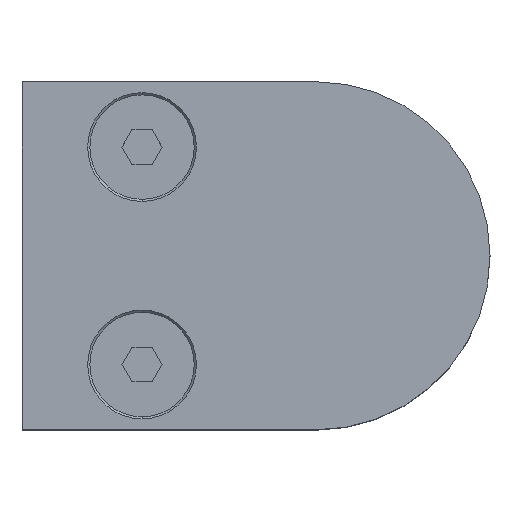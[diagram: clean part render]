
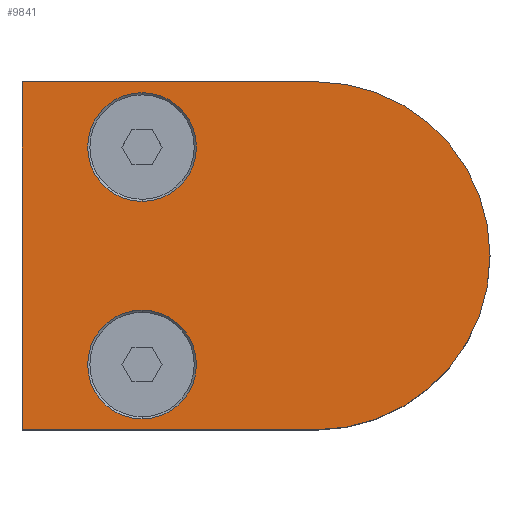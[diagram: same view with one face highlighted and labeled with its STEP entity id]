
A CAD part, top view. The second image highlights one B-rep face of the part: STEP entity #9841.
In plain terms, the highlighted planar face has unit normal (0, 0, 1).
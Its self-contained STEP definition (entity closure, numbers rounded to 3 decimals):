
#60 = EDGE_CURVE ( 'NONE', #403, #24603, #17763, .T. ) ;
#290 = DIRECTION ( 'NONE',  ( 0., -1., 0. ) ) ;
#403 = VERTEX_POINT ( 'NONE', #21874 ) ;
#608 = ORIENTED_EDGE ( 'NONE', *, *, #7078, .F. ) ;
#761 = CARTESIAN_POINT ( 'NONE',  ( 34.15, -6.25, 13. ) ) ;
#791 = ORIENTED_EDGE ( 'NONE', *, *, #24232, .T. ) ;
#817 = LINE ( 'NONE', #6744, #26069 ) ;
#1135 = DIRECTION ( 'NONE',  ( 0., 0., -1. ) ) ;
#1172 = DIRECTION ( 'NONE',  ( 0., 0., -1. ) ) ;
#1317 = VERTEX_POINT ( 'NONE', #18275 ) ;
#1671 = VERTEX_POINT ( 'NONE', #2523 ) ;
#1729 = AXIS2_PLACEMENT_3D ( 'NONE', #17395, #21247, #11571 ) ;
#1798 = CARTESIAN_POINT ( 'NONE',  ( 20.352, -20., 13. ) ) ;
#1891 = ORIENTED_EDGE ( 'NONE', *, *, #24089, .F. ) ;
#2474 = EDGE_LOOP ( 'NONE', ( #21292, #1891 ) ) ;
#2523 = CARTESIAN_POINT ( 'NONE',  ( 74.15, 0., 13. ) ) ;
#2529 = CARTESIAN_POINT ( 'NONE',  ( 54.15, -20., 13. ) ) ;
#2569 = VERTEX_POINT ( 'NONE', #2529 ) ;
#3046 = AXIS2_PLACEMENT_3D ( 'NONE', #17736, #16004, #9903 ) ;
#3701 = AXIS2_PLACEMENT_3D ( 'NONE', #4570, #10630, #4049 ) ;
#4049 = DIRECTION ( 'NONE',  ( -1., 0., 0. ) ) ;
#4201 = AXIS2_PLACEMENT_3D ( 'NONE', #18885, #1172, #6716 ) ;
#4215 = CARTESIAN_POINT ( 'NONE',  ( 34.15, 18.75, 13. ) ) ;
#4570 = CARTESIAN_POINT ( 'NONE',  ( 54.15, 0., 13. ) ) ;
#5030 = AXIS2_PLACEMENT_3D ( 'NONE', #14229, #18753, #6584 ) ;
#5219 = VECTOR ( 'NONE', #16602, 1000. ) ;
#5262 = PLANE ( 'NONE',  #25356 ) ;
#5396 = FACE_BOUND ( 'NONE', #2474, .T. ) ;
#6584 = DIRECTION ( 'NONE',  ( 0., -1., 0. ) ) ;
#6716 = DIRECTION ( 'NONE',  ( 0., 1., 0. ) ) ;
#6744 = CARTESIAN_POINT ( 'NONE',  ( 20.352, 20., 13. ) ) ;
#7078 = EDGE_CURVE ( 'NONE', #9019, #15073, #20715, .T. ) ;
#7443 = AXIS2_PLACEMENT_3D ( 'NONE', #15386, #1135, #19239 ) ;
#8388 = CIRCLE ( 'NONE', #4201, 6.25 ) ;
#8615 = CARTESIAN_POINT ( 'NONE',  ( 20.352, 20., 13. ) ) ;
#8763 = ORIENTED_EDGE ( 'NONE', *, *, #20716, .T. ) ;
#9019 = VERTEX_POINT ( 'NONE', #8615 ) ;
#9841 = ADVANCED_FACE ( 'NONE', ( #5396, #19546, #13563 ), #5262, .F. ) ;
#9903 = DIRECTION ( 'NONE',  ( -1., 0., 0. ) ) ;
#10093 = VERTEX_POINT ( 'NONE', #1798 ) ;
#10630 = DIRECTION ( 'NONE',  ( 0., 0., -1. ) ) ;
#11325 = CARTESIAN_POINT ( 'NONE',  ( 20.352, 20., 13. ) ) ;
#11571 = DIRECTION ( 'NONE',  ( 0., -1., 0. ) ) ;
#11632 = EDGE_LOOP ( 'NONE', ( #20612, #21457, #16052, #608, #8763 ) ) ;
#11977 = EDGE_CURVE ( 'NONE', #15073, #1671, #21202, .T. ) ;
#12364 = EDGE_LOOP ( 'NONE', ( #20957, #791 ) ) ;
#13563 = FACE_OUTER_BOUND ( 'NONE', #11632, .T. ) ;
#14229 = CARTESIAN_POINT ( 'NONE',  ( 34.15, -12.5, 13. ) ) ;
#15073 = VERTEX_POINT ( 'NONE', #20726 ) ;
#15386 = CARTESIAN_POINT ( 'NONE',  ( 34.15, 12.5, 13. ) ) ;
#15415 = VECTOR ( 'NONE', #25261, 1000. ) ;
#16004 = DIRECTION ( 'NONE',  ( 0., 0., -1. ) ) ;
#16007 = CIRCLE ( 'NONE', #5030, 6.25 ) ;
#16052 = ORIENTED_EDGE ( 'NONE', *, *, #11977, .F. ) ;
#16442 = EDGE_CURVE ( 'NONE', #22264, #1317, #23068, .T. ) ;
#16602 = DIRECTION ( 'NONE',  ( 1., 0., 0. ) ) ;
#16647 = LINE ( 'NONE', #25129, #15415 ) ;
#16780 = CIRCLE ( 'NONE', #3701, 20. ) ;
#17395 = CARTESIAN_POINT ( 'NONE',  ( 34.15, -12.5, 13. ) ) ;
#17736 = CARTESIAN_POINT ( 'NONE',  ( 54.15, 0., 13. ) ) ;
#17763 = CIRCLE ( 'NONE', #1729, 6.25 ) ;
#18122 = EDGE_CURVE ( 'NONE', #10093, #2569, #16647, .T. ) ;
#18275 = CARTESIAN_POINT ( 'NONE',  ( 34.15, 6.25, 13. ) ) ;
#18317 = CARTESIAN_POINT ( 'NONE',  ( 20.352, 20., 13. ) ) ;
#18753 = DIRECTION ( 'NONE',  ( 0., 0., 1. ) ) ;
#18885 = CARTESIAN_POINT ( 'NONE',  ( 34.15, 12.5, 13. ) ) ;
#19239 = DIRECTION ( 'NONE',  ( 0., 1., 0. ) ) ;
#19546 = FACE_BOUND ( 'NONE', #12364, .T. ) ;
#20612 = ORIENTED_EDGE ( 'NONE', *, *, #18122, .T. ) ;
#20715 = LINE ( 'NONE', #18317, #5219 ) ;
#20716 = EDGE_CURVE ( 'NONE', #9019, #10093, #817, .T. ) ;
#20726 = CARTESIAN_POINT ( 'NONE',  ( 54.15, 20., 13. ) ) ;
#20957 = ORIENTED_EDGE ( 'NONE', *, *, #16442, .T. ) ;
#21202 = CIRCLE ( 'NONE', #3046, 20. ) ;
#21247 = DIRECTION ( 'NONE',  ( 0., 0., 1. ) ) ;
#21292 = ORIENTED_EDGE ( 'NONE', *, *, #60, .F. ) ;
#21457 = ORIENTED_EDGE ( 'NONE', *, *, #21460, .F. ) ;
#21460 = EDGE_CURVE ( 'NONE', #1671, #2569, #16780, .T. ) ;
#21546 = DIRECTION ( 'NONE',  ( 0., 0., -1. ) ) ;
#21874 = CARTESIAN_POINT ( 'NONE',  ( 34.15, -18.75, 13. ) ) ;
#22264 = VERTEX_POINT ( 'NONE', #4215 ) ;
#23068 = CIRCLE ( 'NONE', #7443, 6.25 ) ;
#23912 = DIRECTION ( 'NONE',  ( -1., 0., 0. ) ) ;
#24089 = EDGE_CURVE ( 'NONE', #24603, #403, #16007, .T. ) ;
#24232 = EDGE_CURVE ( 'NONE', #1317, #22264, #8388, .T. ) ;
#24603 = VERTEX_POINT ( 'NONE', #761 ) ;
#25129 = CARTESIAN_POINT ( 'NONE',  ( 20.352, -20., 13. ) ) ;
#25261 = DIRECTION ( 'NONE',  ( 1., 0., 0. ) ) ;
#25356 = AXIS2_PLACEMENT_3D ( 'NONE', #11325, #21546, #23912 ) ;
#26069 = VECTOR ( 'NONE', #290, 1000. ) ;
